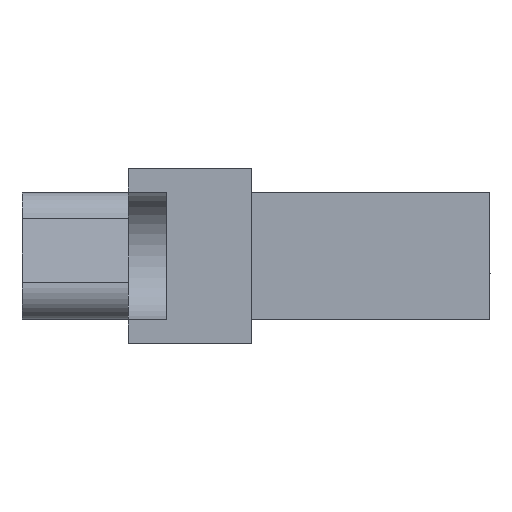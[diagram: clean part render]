
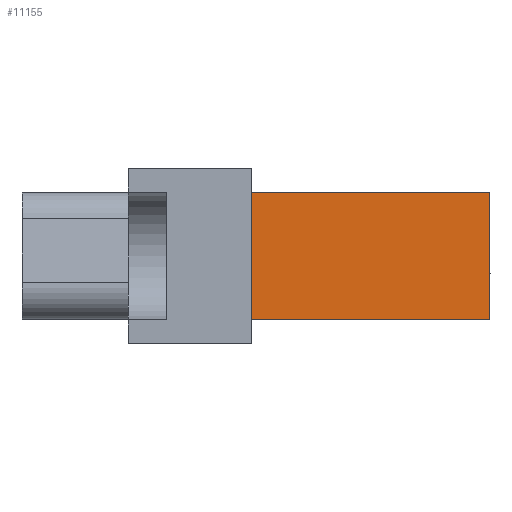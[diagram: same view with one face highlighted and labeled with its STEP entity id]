
A CAD part, left-side view. The second image highlights one B-rep face of the part: STEP entity #11155.
In plain terms, the highlighted planar face has unit normal (-1, 0, 0).
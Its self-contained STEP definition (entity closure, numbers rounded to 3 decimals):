
#9544=CARTESIAN_POINT('',(-26.69,0.,-3.));
#9545=VERTEX_POINT('',#9544);
#9552=CARTESIAN_POINT('',(-26.69,0.,3.));
#9553=VERTEX_POINT('',#9552);
#9554=CARTESIAN_POINT('',(-26.69,0.,-3.));
#9555=DIRECTION('',(0.,0.,1.));
#9556=VECTOR('',#9555,6.);
#9557=LINE('',#9554,#9556);
#9558=EDGE_CURVE('',#9545,#9553,#9557,.T.);
#9575=CARTESIAN_POINT('',(-26.69,-11.2,-3.));
#9576=VERTEX_POINT('',#9575);
#9583=CARTESIAN_POINT('',(-26.69,-11.2,-3.));
#9584=DIRECTION('',(0.,1.,0.));
#9585=VECTOR('',#9584,11.2);
#9586=LINE('',#9583,#9585);
#9587=EDGE_CURVE('',#9576,#9545,#9586,.T.);
#9599=CARTESIAN_POINT('',(-26.69,-11.2,3.));
#9600=VERTEX_POINT('',#9599);
#9601=CARTESIAN_POINT('',(-26.69,0.,3.));
#9602=DIRECTION('',(0.,-1.,0.));
#9603=VECTOR('',#9602,11.2);
#9604=LINE('',#9601,#9603);
#9605=EDGE_CURVE('',#9553,#9600,#9604,.T.);
#11139=CARTESIAN_POINT('',(-26.69,-5.6,0.));
#11140=DIRECTION('',(0.,0.,-1.));
#11141=DIRECTION('',(-1.,0.,-0.));
#11142=AXIS2_PLACEMENT_3D('',#11139,#11141,#11140);
#11143=PLANE('',#11142);
#11144=ORIENTED_EDGE('',*,*,#9558,.F.);
#11145=ORIENTED_EDGE('',*,*,#9587,.F.);
#11146=CARTESIAN_POINT('',(-26.69,-11.2,-3.));
#11147=DIRECTION('',(0.,0.,1.));
#11148=VECTOR('',#11147,6.);
#11149=LINE('',#11146,#11148);
#11150=EDGE_CURVE('',#9576,#9600,#11149,.T.);
#11151=ORIENTED_EDGE('',*,*,#11150,.T.);
#11152=ORIENTED_EDGE('',*,*,#9605,.F.);
#11153=EDGE_LOOP('',(#11144,#11145,#11151,#11152));
#11154=FACE_OUTER_BOUND('',#11153,.T.);
#11155=ADVANCED_FACE('',(#11154),#11143,.T.);
